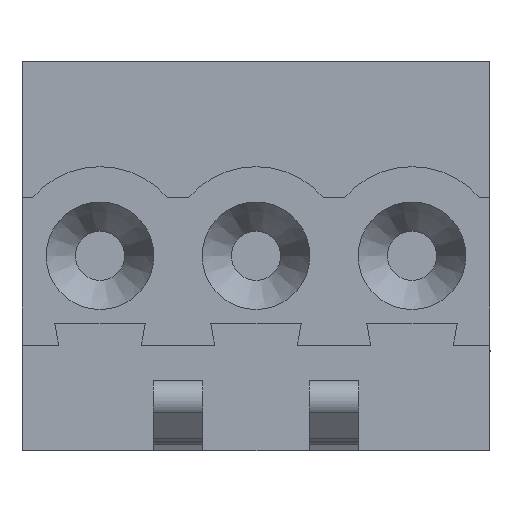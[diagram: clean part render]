
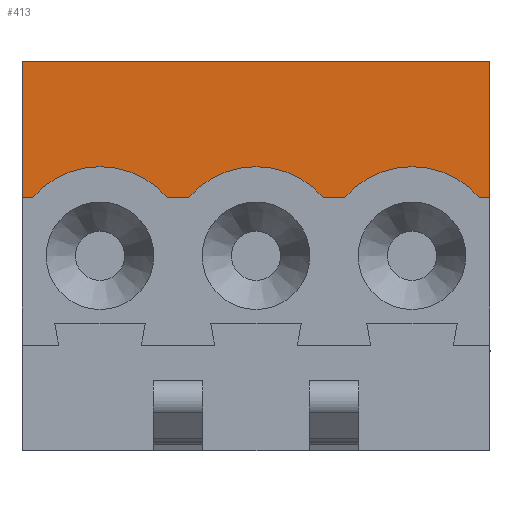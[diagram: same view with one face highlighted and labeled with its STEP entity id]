
A CAD part, front view. The second image highlights one B-rep face of the part: STEP entity #413.
In plain terms, the highlighted planar face has unit normal (0, -1, 0).
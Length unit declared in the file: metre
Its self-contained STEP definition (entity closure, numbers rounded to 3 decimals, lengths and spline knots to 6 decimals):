
#413=ADVANCED_FACE('',(#875),#876,.T.);
#875=FACE_OUTER_BOUND('',#1370,.T.);
#876=PLANE('',#1371);
#1370=EDGE_LOOP('',(#2572,#2573,#2574,#2575,#2576,#2577,#2578,#2579,#2580,#2581));
#1371=AXIS2_PLACEMENT_3D('',#2582,#2583,#2584);
#2572=ORIENTED_EDGE('',*,*,#2952,.F.);
#2573=ORIENTED_EDGE('',*,*,#3215,.F.);
#2574=ORIENTED_EDGE('',*,*,#3152,.F.);
#2575=ORIENTED_EDGE('',*,*,#3317,.F.);
#2576=ORIENTED_EDGE('',*,*,#3328,.F.);
#2577=ORIENTED_EDGE('',*,*,#3043,.F.);
#2578=ORIENTED_EDGE('',*,*,#3387,.F.);
#2579=ORIENTED_EDGE('',*,*,#3388,.F.);
#2580=ORIENTED_EDGE('',*,*,#2956,.F.);
#2581=ORIENTED_EDGE('',*,*,#3389,.F.);
#2582=CARTESIAN_POINT('',(0.0381,0.,-0.006336));
#2583=DIRECTION('',(0.,-1.0,0.));
#2584=DIRECTION('',(-1.0,0.,0.0));
#2952=EDGE_CURVE('',#3536,#3538,#3539,.T.);
#2956=EDGE_CURVE('',#3542,#3545,#3546,.T.);
#3043=EDGE_CURVE('',#3684,#3685,#3686,.T.);
#3152=EDGE_CURVE('',#3845,#3847,#3848,.T.);
#3215=EDGE_CURVE('',#3847,#3536,#3954,.T.);
#3317=EDGE_CURVE('',#4093,#3845,#4095,.T.);
#3328=EDGE_CURVE('',#3685,#4093,#4111,.T.);
#3387=EDGE_CURVE('',#4186,#3684,#4187,.T.);
#3388=EDGE_CURVE('',#3545,#4186,#4188,.T.);
#3389=EDGE_CURVE('',#3538,#3542,#4189,.T.);
#3536=VERTEX_POINT('',#4371);
#3538=VERTEX_POINT('',#4374);
#3539=LINE('',#4375,#4376);
#3542=VERTEX_POINT('',#4380);
#3545=VERTEX_POINT('',#4384);
#3546=LINE('',#4385,#4386);
#3684=VERTEX_POINT('',#4579);
#3685=VERTEX_POINT('',#4580);
#3686=CIRCLE('',#4581,0.0029);
#3845=VERTEX_POINT('',#4799);
#3847=VERTEX_POINT('',#4802);
#3848=LINE('',#4803,#4804);
#3954=LINE('',#4980,#4981);
#4093=VERTEX_POINT('',#5177);
#4095=CIRCLE('',#5180,0.0029);
#4111=LINE('',#5198,#5199);
#4186=VERTEX_POINT('',#5302);
#4187=LINE('',#5303,#5304);
#4188=CIRCLE('',#5305,0.0029);
#4189=LINE('',#5306,#5307);
#4371=CARTESIAN_POINT('',(0.04064,0.,0.));
#4374=CARTESIAN_POINT('',(0.05588,0.0,0.0));
#4375=CARTESIAN_POINT('',(-0.00508,0.,0.));
#4376=VECTOR('',#5432,1.0);
#4380=CARTESIAN_POINT('',(0.05588,0.0,-0.004442));
#4384=CARTESIAN_POINT('',(0.055531,0.,-0.004442));
#4385=CARTESIAN_POINT('',(0.05334,0.,-0.004442));
#4386=VECTOR('',#5435,1.0);
#4579=CARTESIAN_POINT('',(0.050451,0.,-0.004442));
#4580=CARTESIAN_POINT('',(0.046069,0.,-0.004442));
#4581=AXIS2_PLACEMENT_3D('',#5527,#5528,#5529);
#4799=CARTESIAN_POINT('',(0.040989,0.,-0.004442));
#4802=CARTESIAN_POINT('',(0.04064,0.,-0.004442));
#4803=CARTESIAN_POINT('',(0.04064,0.,-0.004442));
#4804=VECTOR('',#5647,1.0);
#4980=CARTESIAN_POINT('',(0.04064,0.,-0.003448));
#4981=VECTOR('',#5710,1.0);
#5177=CARTESIAN_POINT('',(0.045371,0.,-0.004442));
#5180=AXIS2_PLACEMENT_3D('',#5820,#5821,#5822);
#5198=CARTESIAN_POINT('',(0.045371,0.,-0.004442));
#5199=VECTOR('',#5840,1.0);
#5302=CARTESIAN_POINT('',(0.051149,0.,-0.004442));
#5303=CARTESIAN_POINT('',(0.050451,0.,-0.004442));
#5304=VECTOR('',#5899,1.0);
#5305=AXIS2_PLACEMENT_3D('',#5900,#5901,#5902);
#5306=CARTESIAN_POINT('',(0.05588,0.0,-0.006336));
#5307=VECTOR('',#5903,1.0);
#5432=DIRECTION('',(1.0,0.,0.));
#5435=DIRECTION('',(-1.0,0.,0.));
#5527=CARTESIAN_POINT('',(0.04826,0.,-0.006342));
#5528=DIRECTION('',(0.,-1.0,0.));
#5529=DIRECTION('',(-0.457,0.,-0.89));
#5647=DIRECTION('',(-1.0,0.,0.));
#5710=DIRECTION('',(0.,0.,1.0));
#5820=CARTESIAN_POINT('',(0.04318,0.,-0.006342));
#5821=DIRECTION('',(0.,-1.0,0.));
#5822=DIRECTION('',(-0.457,0.,-0.89));
#5840=DIRECTION('',(-1.0,0.,0.));
#5899=DIRECTION('',(-1.0,0.,0.));
#5900=CARTESIAN_POINT('',(0.05334,0.,-0.006342));
#5901=DIRECTION('',(0.,-1.0,0.));
#5902=DIRECTION('',(-1.0,0.,0.));
#5903=DIRECTION('',(0.,0.,-1.0));
